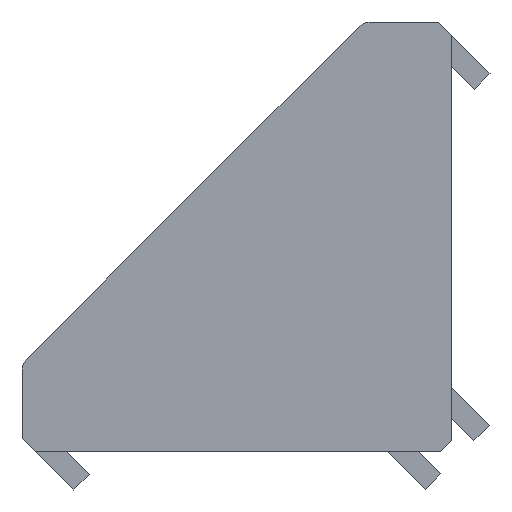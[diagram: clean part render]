
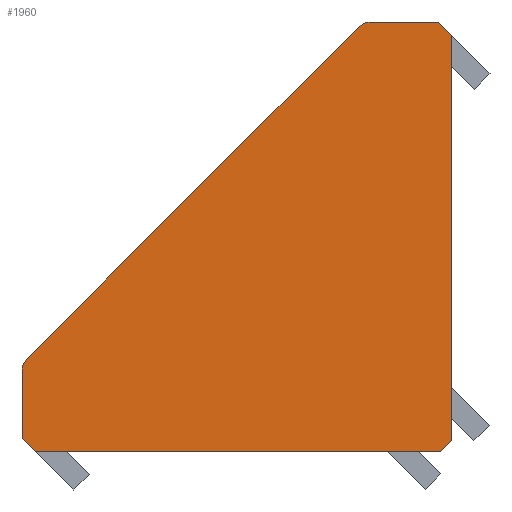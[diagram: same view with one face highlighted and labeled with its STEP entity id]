
A CAD part, left-side view. The second image highlights one B-rep face of the part: STEP entity #1960.
In plain terms, the highlighted planar face has unit normal (-1, 0, 0).
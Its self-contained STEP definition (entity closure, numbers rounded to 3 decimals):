
#107=PLANE('',#2075);
#202=FACE_OUTER_BOUND('',#306,.T.);
#306=EDGE_LOOP('',(#1742,#1743,#1744,#1745,#1746,#1747,#1748,#1749,#1750,
#1751));
#330=LINE('',#2621,#572);
#496=LINE('',#2962,#738);
#521=LINE('',#3008,#763);
#523=LINE('',#3011,#765);
#538=LINE('',#3045,#780);
#541=LINE('',#3051,#783);
#545=LINE('',#3066,#787);
#548=LINE('',#3071,#790);
#572=VECTOR('',#2151,29.539);
#738=VECTOR('',#2435,25.456);
#763=VECTOR('',#2470,25.456);
#765=VECTOR('',#2474,1.);
#780=VECTOR('',#2513,1.184);
#783=VECTOR('',#2518,4.276);
#787=VECTOR('',#2536,4.276);
#790=VECTOR('',#2541,1.184);
#806=CIRCLE('',#2068,1.);
#808=CIRCLE('',#2071,1.);
#834=VERTEX_POINT('',#2619);
#835=VERTEX_POINT('',#2620);
#950=VERTEX_POINT('',#2959);
#951=VERTEX_POINT('',#2961);
#966=VERTEX_POINT('',#3005);
#967=VERTEX_POINT('',#3007);
#974=VERTEX_POINT('',#3044);
#976=VERTEX_POINT('',#3050);
#978=VERTEX_POINT('',#3059);
#980=VERTEX_POINT('',#3065);
#1016=EDGE_CURVE('',#834,#835,#330,.T.);
#1183=EDGE_CURVE('',#950,#951,#496,.T.);
#1208=EDGE_CURVE('',#966,#967,#521,.T.);
#1210=EDGE_CURVE('',#951,#966,#523,.T.);
#1226=EDGE_CURVE('',#967,#974,#538,.T.);
#1229=EDGE_CURVE('',#974,#976,#541,.T.);
#1232=EDGE_CURVE('',#976,#834,#806,.T.);
#1234=EDGE_CURVE('',#835,#978,#808,.T.);
#1237=EDGE_CURVE('',#978,#980,#545,.T.);
#1240=EDGE_CURVE('',#980,#950,#548,.T.);
#1742=ORIENTED_EDGE('',*,*,#1183,.F.);
#1743=ORIENTED_EDGE('',*,*,#1240,.F.);
#1744=ORIENTED_EDGE('',*,*,#1237,.F.);
#1745=ORIENTED_EDGE('',*,*,#1234,.F.);
#1746=ORIENTED_EDGE('',*,*,#1016,.F.);
#1747=ORIENTED_EDGE('',*,*,#1232,.F.);
#1748=ORIENTED_EDGE('',*,*,#1229,.F.);
#1749=ORIENTED_EDGE('',*,*,#1226,.F.);
#1750=ORIENTED_EDGE('',*,*,#1208,.F.);
#1751=ORIENTED_EDGE('',*,*,#1210,.F.);
#1960=ADVANCED_FACE('',(#202),#107,.F.);
#2068=AXIS2_PLACEMENT_3D('',#3056,#2523,#2524);
#2071=AXIS2_PLACEMENT_3D('',#3060,#2529,#2530);
#2075=AXIS2_PLACEMENT_3D('',#3073,#2543,#2544);
#2151=DIRECTION('',(0.,-0.707,0.707));
#2435=DIRECTION('',(0.,0.,-1.));
#2470=DIRECTION('',(0.,1.,0.));
#2474=DIRECTION('',(0.,0.707,-0.707));
#2513=DIRECTION('',(0.,0.707,0.707));
#2518=DIRECTION('',(0.,0.,1.));
#2523=DIRECTION('center_axis',(1.,0.,0.));
#2524=DIRECTION('ref_axis',(0.,1.,0.));
#2529=DIRECTION('center_axis',(1.,0.,0.));
#2530=DIRECTION('ref_axis',(0.,0.707,0.707));
#2536=DIRECTION('',(0.,-1.,0.));
#2541=DIRECTION('',(0.,-0.707,-0.707));
#2543=DIRECTION('center_axis',(1.,0.,0.));
#2544=DIRECTION('ref_axis',(0.,0.,-1.));
#2619=CARTESIAN_POINT('',(-14.,26.707,5.82));
#2620=CARTESIAN_POINT('',(-14.,5.82,26.707));
#2621=CARTESIAN_POINT('',(-14.,26.707,5.82));
#2959=CARTESIAN_POINT('',(-14.,0.,26.163));
#2961=CARTESIAN_POINT('',(-14.,0.,0.707));
#2962=CARTESIAN_POINT('',(-14.,0.,26.163));
#3005=CARTESIAN_POINT('',(-14.,0.707,0.));
#3007=CARTESIAN_POINT('',(-14.,26.163,0.));
#3008=CARTESIAN_POINT('',(-14.,0.707,0.));
#3011=CARTESIAN_POINT('',(-14.,0.,0.707));
#3044=CARTESIAN_POINT('',(-14.,27.,0.837));
#3045=CARTESIAN_POINT('',(-14.,26.163,0.));
#3050=CARTESIAN_POINT('',(-14.,27.,5.113));
#3051=CARTESIAN_POINT('',(-14.,27.,0.837));
#3056=CARTESIAN_POINT('Origin',(-14.,26.,5.113));
#3059=CARTESIAN_POINT('',(-14.,5.113,27.));
#3060=CARTESIAN_POINT('Origin',(-14.,5.113,26.));
#3065=CARTESIAN_POINT('',(-14.,0.837,27.));
#3066=CARTESIAN_POINT('',(-14.,5.113,27.));
#3071=CARTESIAN_POINT('',(-14.,0.837,27.));
#3073=CARTESIAN_POINT('Origin',(-14.,0.,0.));
